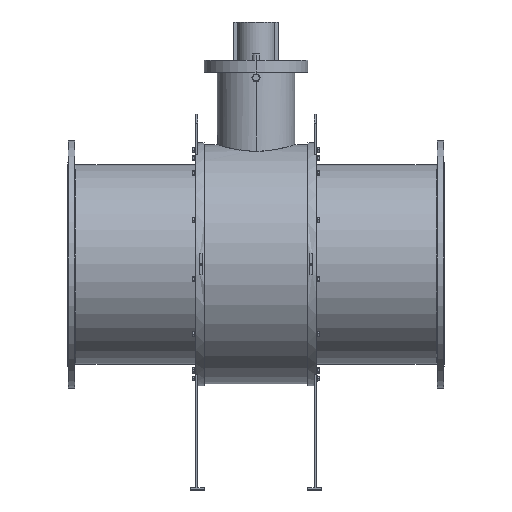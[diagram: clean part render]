
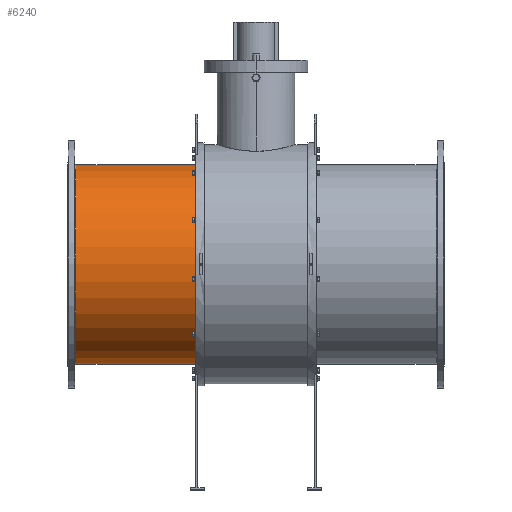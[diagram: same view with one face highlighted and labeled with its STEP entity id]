
A CAD part, top view. The second image highlights one B-rep face of the part: STEP entity #6240.
In plain terms, the highlighted cylindrical face has radius 458 mm (diameter 916 mm), a partial arc.
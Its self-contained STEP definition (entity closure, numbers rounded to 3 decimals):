
#82 = EDGE_CURVE ( 'NONE', #900, #5079, #9839, .T. ) ;
#306 = DIRECTION ( 'NONE',  ( 1., 0., 0. ) ) ;
#355 = DIRECTION ( 'NONE',  ( 0., -1., 0. ) ) ;
#492 = DIRECTION ( 'NONE',  ( -1., 0., 0. ) ) ;
#900 = VERTEX_POINT ( 'NONE', #12100 ) ;
#993 = AXIS2_PLACEMENT_3D ( 'NONE', #2153, #12885, #3297 ) ;
#1193 = AXIS2_PLACEMENT_3D ( 'NONE', #10066, #306, #12056 ) ;
#1365 = LINE ( 'NONE', #1446, #11011 ) ;
#1446 = CARTESIAN_POINT ( 'NONE',  ( -863.5, 458., 0. ) ) ;
#1904 = EDGE_CURVE ( 'NONE', #13361, #900, #1365, .T. ) ;
#2153 = CARTESIAN_POINT ( 'NONE',  ( -277.5, 0., 0. ) ) ;
#2748 = AXIS2_PLACEMENT_3D ( 'NONE', #9058, #492, #355 ) ;
#3297 = DIRECTION ( 'NONE',  ( 0., 0., 1. ) ) ;
#3511 = CIRCLE ( 'NONE', #993, 458. ) ;
#3738 = CARTESIAN_POINT ( 'NONE',  ( -863.5, -458., 0. ) ) ;
#4572 = FACE_OUTER_BOUND ( 'NONE', #4848, .T. ) ;
#4848 = EDGE_LOOP ( 'NONE', ( #7523, #12131, #9721, #10152 ) ) ;
#5079 = VERTEX_POINT ( 'NONE', #13051 ) ;
#5790 = DIRECTION ( 'NONE',  ( -1., 0., 0. ) ) ;
#5994 = CYLINDRICAL_SURFACE ( 'NONE', #2748, 458. ) ;
#6240 = ADVANCED_FACE ( 'NONE', ( #4572 ), #5994, .T. ) ;
#7298 = CARTESIAN_POINT ( 'NONE',  ( -277.5, -458., 0. ) ) ;
#7523 = ORIENTED_EDGE ( 'NONE', *, *, #13188, .T. ) ;
#9058 = CARTESIAN_POINT ( 'NONE',  ( -863.5, 0., 0. ) ) ;
#9430 = EDGE_CURVE ( 'NONE', #10087, #5079, #13457, .T. ) ;
#9721 = ORIENTED_EDGE ( 'NONE', *, *, #82, .T. ) ;
#9839 = CIRCLE ( 'NONE', #1193, 458. ) ;
#10066 = CARTESIAN_POINT ( 'NONE',  ( -826.5, 0., 0. ) ) ;
#10087 = VERTEX_POINT ( 'NONE', #7298 ) ;
#10152 = ORIENTED_EDGE ( 'NONE', *, *, #9430, .F. ) ;
#11011 = VECTOR ( 'NONE', #5790, 1000. ) ;
#12056 = DIRECTION ( 'NONE',  ( 0., -1., 0. ) ) ;
#12100 = CARTESIAN_POINT ( 'NONE',  ( -826.5, 458., 0. ) ) ;
#12131 = ORIENTED_EDGE ( 'NONE', *, *, #1904, .T. ) ;
#12885 = DIRECTION ( 'NONE',  ( -1., 0., 0. ) ) ;
#13051 = CARTESIAN_POINT ( 'NONE',  ( -826.5, -458., 0. ) ) ;
#13061 = CARTESIAN_POINT ( 'NONE',  ( -277.5, 458., 0. ) ) ;
#13188 = EDGE_CURVE ( 'NONE', #10087, #13361, #3511, .T. ) ;
#13361 = VERTEX_POINT ( 'NONE', #13061 ) ;
#13379 = DIRECTION ( 'NONE',  ( -1., 0., 0. ) ) ;
#13457 = LINE ( 'NONE', #3738, #13944 ) ;
#13944 = VECTOR ( 'NONE', #13379, 1000. ) ;
